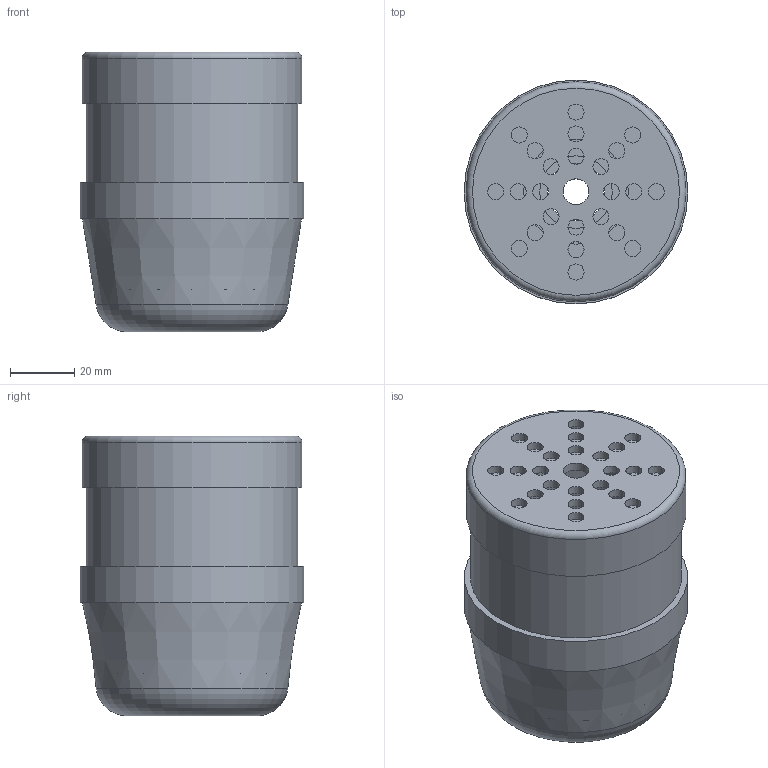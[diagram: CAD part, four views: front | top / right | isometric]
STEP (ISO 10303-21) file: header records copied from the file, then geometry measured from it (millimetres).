
FILE_DESCRIPTION((''),'2;1');
FILE_NAME('127493.stp','2019-10-01T11:26:08',('e.eickhoff'),(''),'Autodesk Inventor 2012','Autodesk Inventor 2012','');
FILE_SCHEMA(('AUTOMOTIVE_DESIGN { 1 0 10303 214 1 1 1 1 }'));
Length unit declared in the file: millimetre
Products named in the file (5): 127493; Summer; Kappe; Summer Hauptteil; Grundmodule
Assembly tree (4 placements, depth 3):
  127493
    Summer
      Kappe
      Summer Hauptteil
    Grundmodule
Bounding box: 69.7 x 69.7 x 87.2 mm (x, y, z)
Volume: 88507.4 mm3; surface area: 63988.5 mm2
Topology: 3 solids, 3 shells, 62 faces, 132 edges, 87 vertices
Faces by surface type: cylinder 40, plane 17, torus 4, cone 1
Full cylindrical faces by diameter (mm): 5 x24, 8 x1, 17.9 x1, 20.9 x1, 22.563 x1, 26.5 x1, 28.5 x1, 32.6 x1, 60.2 x1, 60.5 x1, 63.2 x1, 63.7 x1, 64.1 x1, 64.5 x1, 65.8 x1, 68.5 x1, 69.7 x1
Entity records: 1790 total; most frequent: DIRECTION 314, CARTESIAN_POINT 243, ORIENTED_EDGE 172, EDGE_LOOP 172, AXIS2_PLACEMENT_3D 157, FACE_BOUND 110, VERTEX_POINT 86, CIRCLE 86
